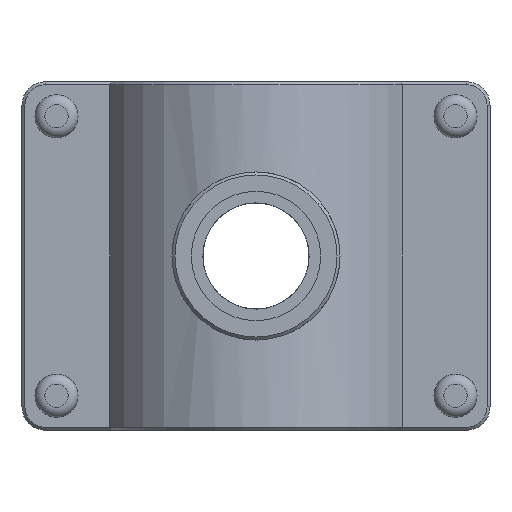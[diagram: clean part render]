
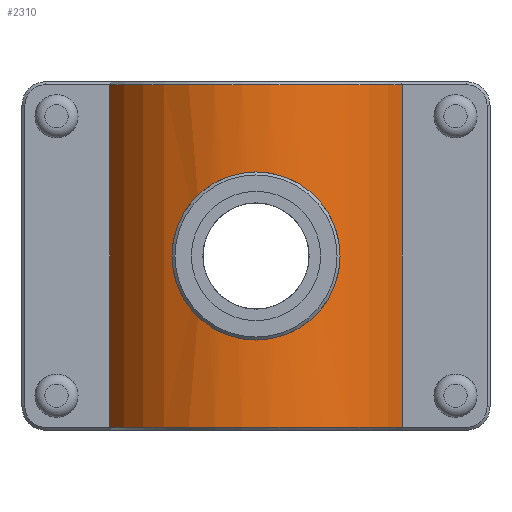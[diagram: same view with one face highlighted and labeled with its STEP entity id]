
A CAD part, front view. The second image highlights one B-rep face of the part: STEP entity #2310.
In plain terms, the highlighted cylindrical face has radius 49.5 mm (diameter 99 mm), a partial arc.
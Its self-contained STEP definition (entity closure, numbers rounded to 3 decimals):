
#165=LINE('',#4010,#353);
#166=LINE('',#4012,#354);
#353=VECTOR('',#3043,103.2);
#354=VECTOR('',#3046,103.2);
#576=CIRCLE('',#2503,49.5);
#577=CIRCLE('',#2506,49.5);
#644=FACE_BOUND('',#950,.T.);
#769=FACE_OUTER_BOUND('',#949,.T.);
#949=EDGE_LOOP('',(#1913,#1914,#1915,#1916));
#950=EDGE_LOOP('',(#1917));
#1038=B_SPLINE_CURVE_WITH_KNOTS('',3,(#3357,#3358,#3359,#3360,#3361,#3362,
#3363,#3364,#3365,#3366,#3367,#3368,#3369,#3370,#3371,#3372,#3373,#3374,
#3375,#3376,#3377,#3378,#3379,#3380,#3381,#3382,#3383,#3384,#3385,#3386,
#3387,#3388,#3389,#3390,#3391,#3392,#3393,#3394,#3395,#3396,#3397,#3398,
#3399,#3400,#3401,#3402,#3403,#3404,#3405,#3406,#3407,#3408,#3409,#3410,
#3411,#3412,#3413,#3414,#3415,#3416,#3417,#3418,#3419,#3420,#3421,#3422),
 .UNSPECIFIED.,.T.,.F.,(4,2,2,2,2,2,2,2,2,2,2,2,2,2,2,2,2,2,2,2,2,2,2,2,
2,2,2,2,2,2,2,2,4),(0.,0.304,0.608,0.911,
1.215,1.519,1.822,2.126,2.43,
2.733,3.037,3.341,3.644,3.948,
4.252,4.556,4.86,5.163,5.467,
5.771,6.075,6.378,6.682,6.986,
7.289,7.593,7.897,8.2,8.504,
8.808,9.111,9.415,9.719),
 .UNSPECIFIED.);
#1054=VERTEX_POINT('',#3356);
#1181=VERTEX_POINT('',#3950);
#1182=VERTEX_POINT('',#3955);
#1183=VERTEX_POINT('',#3962);
#1185=VERTEX_POINT('',#3971);
#1262=EDGE_CURVE('',#1054,#1054,#1038,.T.);
#1438=EDGE_CURVE('',#1181,#1182,#576,.T.);
#1444=EDGE_CURVE('',#1185,#1183,#577,.T.);
#1461=EDGE_CURVE('',#1181,#1183,#165,.T.);
#1462=EDGE_CURVE('',#1182,#1185,#166,.T.);
#1913=ORIENTED_EDGE('',*,*,#1438,.F.);
#1914=ORIENTED_EDGE('',*,*,#1461,.T.);
#1915=ORIENTED_EDGE('',*,*,#1444,.F.);
#1916=ORIENTED_EDGE('',*,*,#1462,.F.);
#1917=ORIENTED_EDGE('',*,*,#1262,.T.);
#2201=CYLINDRICAL_SURFACE('',#2521,49.5);
#2310=ADVANCED_FACE('',(#769,#644),#2201,.T.);
#2503=AXIS2_PLACEMENT_3D('',#3956,#2993,#2994);
#2506=AXIS2_PLACEMENT_3D('',#3976,#3001,#3002);
#2521=AXIS2_PLACEMENT_3D('',#4011,#3044,#3045);
#2993=DIRECTION('center_axis',(0.,0.,-1.));
#2994=DIRECTION('ref_axis',(1.,0.,0.));
#3001=DIRECTION('center_axis',(0.,0.,1.));
#3002=DIRECTION('ref_axis',(1.,0.,0.));
#3043=DIRECTION('',(0.,0.,1.));
#3044=DIRECTION('center_axis',(0.,0.,1.));
#3045=DIRECTION('ref_axis',(1.,0.,0.));
#3046=DIRECTION('',(0.,0.,1.));
#3356=CARTESIAN_POINT('',(-16.,-46.843,0.));
#3357=CARTESIAN_POINT('Ctrl Pts',(-16.,-46.843,0.));
#3358=CARTESIAN_POINT('Ctrl Pts',(-16.,-46.843,1.013));
#3359=CARTESIAN_POINT('Ctrl Pts',(-15.902,-46.877,2.057));
#3360=CARTESIAN_POINT('Ctrl Pts',(-15.494,-47.013,4.13));
#3361=CARTESIAN_POINT('Ctrl Pts',(-15.183,-47.116,5.159));
#3362=CARTESIAN_POINT('Ctrl Pts',(-14.364,-47.372,7.127));
#3363=CARTESIAN_POINT('Ctrl Pts',(-13.856,-47.525,8.069));
#3364=CARTESIAN_POINT('Ctrl Pts',(-12.684,-47.851,9.809));
#3365=CARTESIAN_POINT('Ctrl Pts',(-12.02,-48.024,10.607));
#3366=CARTESIAN_POINT('Ctrl Pts',(-10.608,-48.355,12.02));
#3367=CARTESIAN_POINT('Ctrl Pts',(-9.81,-48.526,12.684));
#3368=CARTESIAN_POINT('Ctrl Pts',(-8.07,-48.846,13.856));
#3369=CARTESIAN_POINT('Ctrl Pts',(-7.128,-48.994,14.364));
#3370=CARTESIAN_POINT('Ctrl Pts',(-5.159,-49.24,15.183));
#3371=CARTESIAN_POINT('Ctrl Pts',(-4.13,-49.338,15.494));
#3372=CARTESIAN_POINT('Ctrl Pts',(-2.057,-49.468,15.902));
#3373=CARTESIAN_POINT('Ctrl Pts',(-1.012,-49.5,16.));
#3374=CARTESIAN_POINT('Ctrl Pts',(1.012,-49.5,16.));
#3375=CARTESIAN_POINT('Ctrl Pts',(2.057,-49.468,15.902));
#3376=CARTESIAN_POINT('Ctrl Pts',(4.13,-49.338,15.494));
#3377=CARTESIAN_POINT('Ctrl Pts',(5.159,-49.24,15.183));
#3378=CARTESIAN_POINT('Ctrl Pts',(7.128,-48.994,14.364));
#3379=CARTESIAN_POINT('Ctrl Pts',(8.07,-48.846,13.856));
#3380=CARTESIAN_POINT('Ctrl Pts',(9.81,-48.526,12.684));
#3381=CARTESIAN_POINT('Ctrl Pts',(10.608,-48.355,12.02));
#3382=CARTESIAN_POINT('Ctrl Pts',(12.02,-48.024,10.607));
#3383=CARTESIAN_POINT('Ctrl Pts',(12.684,-47.851,9.809));
#3384=CARTESIAN_POINT('Ctrl Pts',(13.856,-47.525,8.069));
#3385=CARTESIAN_POINT('Ctrl Pts',(14.364,-47.372,7.127));
#3386=CARTESIAN_POINT('Ctrl Pts',(15.183,-47.116,5.159));
#3387=CARTESIAN_POINT('Ctrl Pts',(15.494,-47.013,4.13));
#3388=CARTESIAN_POINT('Ctrl Pts',(15.902,-46.877,2.057));
#3389=CARTESIAN_POINT('Ctrl Pts',(16.,-46.843,1.013));
#3390=CARTESIAN_POINT('Ctrl Pts',(16.,-46.843,-1.013));
#3391=CARTESIAN_POINT('Ctrl Pts',(15.902,-46.877,-2.057));
#3392=CARTESIAN_POINT('Ctrl Pts',(15.494,-47.013,-4.13));
#3393=CARTESIAN_POINT('Ctrl Pts',(15.183,-47.116,-5.159));
#3394=CARTESIAN_POINT('Ctrl Pts',(14.364,-47.372,-7.127));
#3395=CARTESIAN_POINT('Ctrl Pts',(13.856,-47.525,-8.069));
#3396=CARTESIAN_POINT('Ctrl Pts',(12.684,-47.851,-9.809));
#3397=CARTESIAN_POINT('Ctrl Pts',(12.02,-48.024,-10.607));
#3398=CARTESIAN_POINT('Ctrl Pts',(10.608,-48.355,-12.02));
#3399=CARTESIAN_POINT('Ctrl Pts',(9.81,-48.526,-12.684));
#3400=CARTESIAN_POINT('Ctrl Pts',(8.07,-48.846,-13.856));
#3401=CARTESIAN_POINT('Ctrl Pts',(7.128,-48.994,-14.364));
#3402=CARTESIAN_POINT('Ctrl Pts',(5.159,-49.24,-15.183));
#3403=CARTESIAN_POINT('Ctrl Pts',(4.13,-49.338,-15.494));
#3404=CARTESIAN_POINT('Ctrl Pts',(2.057,-49.468,-15.902));
#3405=CARTESIAN_POINT('Ctrl Pts',(1.012,-49.5,-16.));
#3406=CARTESIAN_POINT('Ctrl Pts',(-1.012,-49.5,-16.));
#3407=CARTESIAN_POINT('Ctrl Pts',(-2.057,-49.468,-15.902));
#3408=CARTESIAN_POINT('Ctrl Pts',(-4.13,-49.338,-15.494));
#3409=CARTESIAN_POINT('Ctrl Pts',(-5.159,-49.24,-15.183));
#3410=CARTESIAN_POINT('Ctrl Pts',(-7.128,-48.994,-14.364));
#3411=CARTESIAN_POINT('Ctrl Pts',(-8.07,-48.846,-13.856));
#3412=CARTESIAN_POINT('Ctrl Pts',(-9.81,-48.526,-12.684));
#3413=CARTESIAN_POINT('Ctrl Pts',(-10.608,-48.355,-12.02));
#3414=CARTESIAN_POINT('Ctrl Pts',(-12.02,-48.024,-10.607));
#3415=CARTESIAN_POINT('Ctrl Pts',(-12.684,-47.851,-9.809));
#3416=CARTESIAN_POINT('Ctrl Pts',(-13.856,-47.525,-8.069));
#3417=CARTESIAN_POINT('Ctrl Pts',(-14.364,-47.372,-7.127));
#3418=CARTESIAN_POINT('Ctrl Pts',(-15.183,-47.116,-5.159));
#3419=CARTESIAN_POINT('Ctrl Pts',(-15.494,-47.013,-4.13));
#3420=CARTESIAN_POINT('Ctrl Pts',(-15.902,-46.877,-2.057));
#3421=CARTESIAN_POINT('Ctrl Pts',(-16.,-46.843,-1.013));
#3422=CARTESIAN_POINT('Ctrl Pts',(-16.,-46.843,0.));
#3950=CARTESIAN_POINT('',(44.091,-22.5,-51.6));
#3955=CARTESIAN_POINT('',(-44.091,-22.5,-51.6));
#3956=CARTESIAN_POINT('Origin',(0.,0.,-51.6));
#3962=CARTESIAN_POINT('',(44.091,-22.5,51.6));
#3971=CARTESIAN_POINT('',(-44.091,-22.5,51.6));
#3976=CARTESIAN_POINT('Origin',(0.,0.,51.6));
#4010=CARTESIAN_POINT('',(44.091,-22.5,0.));
#4011=CARTESIAN_POINT('Origin',(0.,0.,0.));
#4012=CARTESIAN_POINT('',(-44.091,-22.5,0.));
